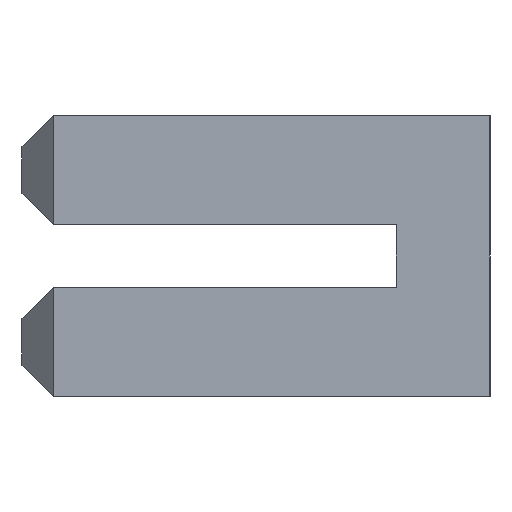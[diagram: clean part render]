
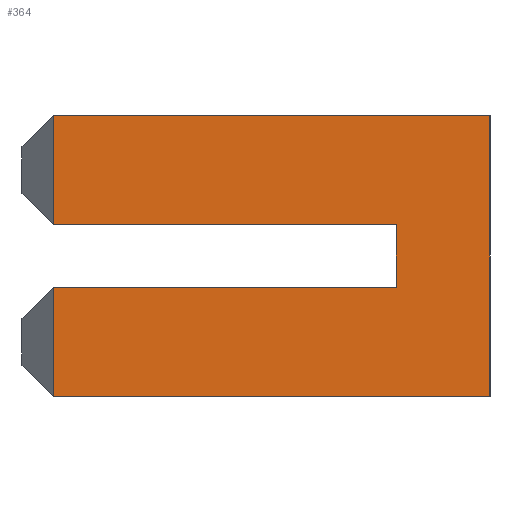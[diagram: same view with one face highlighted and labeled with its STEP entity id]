
A CAD part, left-side view. The second image highlights one B-rep face of the part: STEP entity #364.
In plain terms, the highlighted planar face has unit normal (-1, 0, 0).
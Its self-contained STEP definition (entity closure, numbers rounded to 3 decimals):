
#15 = CARTESIAN_POINT ( 'NONE',  ( 0., 3., -3.5 ) ) ;
#86 = EDGE_CURVE ( 'NONE', #958, #915, #559, .T. ) ;
#102 = VECTOR ( 'NONE', #888, 1000. ) ;
#107 = LINE ( 'NONE', #787, #347 ) ;
#110 = ORIENTED_EDGE ( 'NONE', *, *, #348, .F. ) ;
#113 = DIRECTION ( 'NONE',  ( 0., -1., 0. ) ) ;
#120 = CARTESIAN_POINT ( 'NONE',  ( 0., 14., -9. ) ) ;
#124 = FACE_OUTER_BOUND ( 'NONE', #510, .T. ) ;
#206 = EDGE_CURVE ( 'NONE', #621, #216, #814, .T. ) ;
#216 = VERTEX_POINT ( 'NONE', #220 ) ;
#217 = DIRECTION ( 'NONE',  ( 0., 0., -1. ) ) ;
#220 = CARTESIAN_POINT ( 'NONE',  ( 0., 14., -3.5 ) ) ;
#224 = VECTOR ( 'NONE', #113, 1000. ) ;
#225 = CARTESIAN_POINT ( 'NONE',  ( 0., 14., 0. ) ) ;
#227 = CARTESIAN_POINT ( 'NONE',  ( 0., 14., -9. ) ) ;
#231 = VECTOR ( 'NONE', #497, 1000. ) ;
#236 = LINE ( 'NONE', #539, #612 ) ;
#249 = ORIENTED_EDGE ( 'NONE', *, *, #343, .F. ) ;
#260 = EDGE_CURVE ( 'NONE', #853, #414, #735, .T. ) ;
#271 = DIRECTION ( 'NONE',  ( 1., 0., 0. ) ) ;
#300 = VERTEX_POINT ( 'NONE', #120 ) ;
#328 = VECTOR ( 'NONE', #390, 1000. ) ;
#343 = EDGE_CURVE ( 'NONE', #621, #915, #706, .T. ) ;
#347 = VECTOR ( 'NONE', #405, 1000. ) ;
#348 = EDGE_CURVE ( 'NONE', #414, #545, #107, .T. ) ;
#361 = VECTOR ( 'NONE', #217, 1000. ) ;
#363 = AXIS2_PLACEMENT_3D ( 'NONE', #937, #271, #554 ) ;
#364 = ADVANCED_FACE ( 'NONE', ( #124 ), #422, .F. ) ;
#367 = ORIENTED_EDGE ( 'NONE', *, *, #206, .T. ) ;
#369 = ORIENTED_EDGE ( 'NONE', *, *, #260, .F. ) ;
#390 = DIRECTION ( 'NONE',  ( 0., -1., 0. ) ) ;
#404 = ORIENTED_EDGE ( 'NONE', *, *, #86, .T. ) ;
#405 = DIRECTION ( 'NONE',  ( 0., 0., 1. ) ) ;
#414 = VERTEX_POINT ( 'NONE', #839 ) ;
#422 = PLANE ( 'NONE',  #363 ) ;
#427 = EDGE_CURVE ( 'NONE', #216, #545, #236, .T. ) ;
#497 = DIRECTION ( 'NONE',  ( 0., 0., 1. ) ) ;
#510 = EDGE_LOOP ( 'NONE', ( #369, #603, #928, #404, #249, #367, #963, #110 ) ) ;
#539 = CARTESIAN_POINT ( 'NONE',  ( 0., 15., -3.5 ) ) ;
#545 = VERTEX_POINT ( 'NONE', #15 ) ;
#554 = DIRECTION ( 'NONE',  ( 0., 0., -1. ) ) ;
#559 = LINE ( 'NONE', #855, #231 ) ;
#594 = LINE ( 'NONE', #227, #361 ) ;
#595 = EDGE_CURVE ( 'NONE', #300, #958, #634, .T. ) ;
#603 = ORIENTED_EDGE ( 'NONE', *, *, #778, .T. ) ;
#612 = VECTOR ( 'NONE', #903, 1000. ) ;
#621 = VERTEX_POINT ( 'NONE', #967 ) ;
#630 = CARTESIAN_POINT ( 'NONE',  ( 0., 0., -9. ) ) ;
#634 = LINE ( 'NONE', #930, #328 ) ;
#706 = LINE ( 'NONE', #925, #762 ) ;
#735 = LINE ( 'NONE', #784, #224 ) ;
#762 = VECTOR ( 'NONE', #774, 1000. ) ;
#774 = DIRECTION ( 'NONE',  ( 0., -1., 0. ) ) ;
#778 = EDGE_CURVE ( 'NONE', #853, #300, #594, .T. ) ;
#784 = CARTESIAN_POINT ( 'NONE',  ( 0., 15., -5.5 ) ) ;
#787 = CARTESIAN_POINT ( 'NONE',  ( 0., 3., 0. ) ) ;
#793 = CARTESIAN_POINT ( 'NONE',  ( 0., 0., 0. ) ) ;
#814 = LINE ( 'NONE', #225, #102 ) ;
#839 = CARTESIAN_POINT ( 'NONE',  ( 0., 3., -5.5 ) ) ;
#853 = VERTEX_POINT ( 'NONE', #965 ) ;
#855 = CARTESIAN_POINT ( 'NONE',  ( 0., 0., 0. ) ) ;
#888 = DIRECTION ( 'NONE',  ( 0., 0., -1. ) ) ;
#903 = DIRECTION ( 'NONE',  ( 0., -1., 0. ) ) ;
#915 = VERTEX_POINT ( 'NONE', #793 ) ;
#925 = CARTESIAN_POINT ( 'NONE',  ( 0., 3., 0. ) ) ;
#928 = ORIENTED_EDGE ( 'NONE', *, *, #595, .T. ) ;
#930 = CARTESIAN_POINT ( 'NONE',  ( 0., 3., -9. ) ) ;
#937 = CARTESIAN_POINT ( 'NONE',  ( 0., 3., 0. ) ) ;
#958 = VERTEX_POINT ( 'NONE', #630 ) ;
#963 = ORIENTED_EDGE ( 'NONE', *, *, #427, .T. ) ;
#965 = CARTESIAN_POINT ( 'NONE',  ( 0., 14., -5.5 ) ) ;
#967 = CARTESIAN_POINT ( 'NONE',  ( 0., 14., 0. ) ) ;
